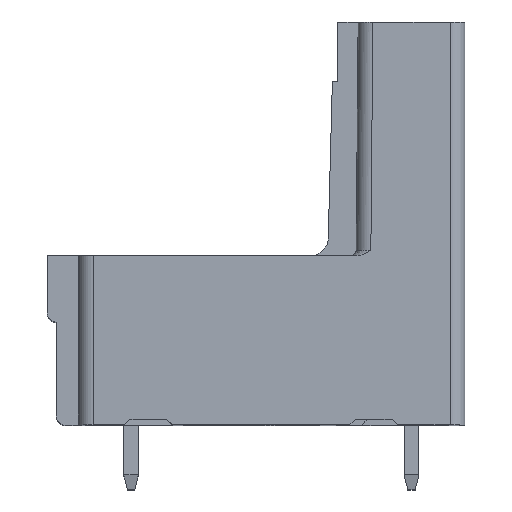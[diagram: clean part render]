
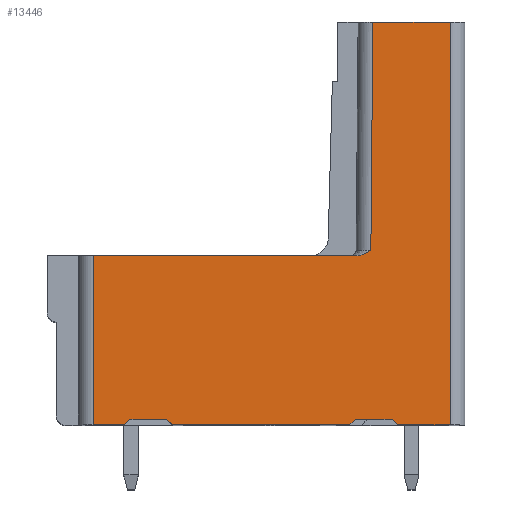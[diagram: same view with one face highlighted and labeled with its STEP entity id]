
A CAD part, top view. The second image highlights one B-rep face of the part: STEP entity #13446.
In plain terms, the highlighted planar face has unit normal (0, 0, 1).
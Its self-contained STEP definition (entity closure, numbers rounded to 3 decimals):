
#1139=DIRECTION('',(1.,0.,0.));
#1140=VECTOR('',#1139,2.85);
#1141=CARTESIAN_POINT('',(-3.644,0.,
-107.403));
#1142=LINE('',#1141,#1140);
#2549=CARTESIAN_POINT('',(-5.857,9.2,
-107.403));
#2868=DIRECTION('',(1.,0.,0.));
#2869=VECTOR('',#2868,2.);
#2870=CARTESIAN_POINT('',(-18.194,0.3,-107.403));
#2871=LINE('',#2870,#2869);
#2876=DIRECTION('',(1.,0.,0.));
#2877=VECTOR('',#2876,14.337);
#2878=CARTESIAN_POINT('',(-20.194,9.2,
-107.403));
#2879=LINE('',#2878,#2877);
#2880=CARTESIAN_POINT('',(-5.857,9.2,
-107.403));
#2881=CARTESIAN_POINT('',(-5.825,9.2,
-107.403));
#2882=CARTESIAN_POINT('',(-5.757,9.204,
-107.403));
#2883=CARTESIAN_POINT('',(-5.644,9.227,
-107.403));
#2884=CARTESIAN_POINT('',(-5.523,9.268,
-107.403));
#2885=CARTESIAN_POINT('',(-5.393,9.328,
-107.403));
#2886=CARTESIAN_POINT('',(-5.255,9.405,
-107.403));
#2887=CARTESIAN_POINT('',(-5.154,9.467,
-107.403));
#2888=CARTESIAN_POINT('',(-5.102,9.5,
-107.403));
#2890=DIRECTION('',(0.009,1.,0.));
#2891=VECTOR('',#2890,12.4);
#2892=CARTESIAN_POINT('',(-5.102,9.5,
-107.403));
#2893=LINE('',#2892,#2891);
#2894=DIRECTION('',(1.,0.,0.));
#2895=VECTOR('',#2894,4.2);
#2896=CARTESIAN_POINT('',(-4.994,21.9,-107.403));
#2897=LINE('',#2896,#2895);
#2898=DIRECTION('',(-0.707,0.707,0.));
#2899=VECTOR('',#2898,0.424);
#2900=CARTESIAN_POINT('',(-3.644,0.,
-107.403));
#2901=LINE('',#2900,#2899);
#2902=DIRECTION('',(-0.707,-0.707,0.));
#2903=VECTOR('',#2902,0.424);
#2904=CARTESIAN_POINT('',(-5.944,0.3,
-107.403));
#2905=LINE('',#2904,#2903);
#2906=DIRECTION('',(-1.,0.,0.));
#2907=VECTOR('',#2906,9.65);
#2908=CARTESIAN_POINT('',(-6.244,0.,
-107.403));
#2909=LINE('',#2908,#2907);
#2910=DIRECTION('',(-0.707,0.707,0.));
#2911=VECTOR('',#2910,0.424);
#2912=CARTESIAN_POINT('',(-15.894,0.,
-107.403));
#2913=LINE('',#2912,#2911);
#2914=DIRECTION('',(-0.707,-0.707,0.));
#2915=VECTOR('',#2914,0.424);
#2916=CARTESIAN_POINT('',(-18.194,0.3,-107.403));
#2917=LINE('',#2916,#2915);
#2918=DIRECTION('',(-1.,0.,0.));
#2919=VECTOR('',#2918,1.7);
#2920=CARTESIAN_POINT('',(-18.494,0.,
-107.403));
#2921=LINE('',#2920,#2919);
#2922=DIRECTION('',(0.,1.,0.));
#2923=VECTOR('',#2922,9.2);
#2924=CARTESIAN_POINT('',(-20.194,0.,
-107.403));
#2925=LINE('',#2924,#2923);
#3522=DIRECTION('',(1.,0.,0.));
#3523=VECTOR('',#3522,2.);
#3524=CARTESIAN_POINT('',(-5.944,0.3,
-107.403));
#3525=LINE('',#3524,#3523);
#5760=DIRECTION('',(0.,1.,0.));
#5761=VECTOR('',#5760,21.9);
#5762=CARTESIAN_POINT('',(-0.794,0.,
-107.403));
#5763=LINE('',#5762,#5761);
#7994=CARTESIAN_POINT('',(-0.794,21.9,-107.403));
#7995=VERTEX_POINT('',#7994);
#7996=CARTESIAN_POINT('',(-4.994,21.9,-107.403));
#7997=VERTEX_POINT('',#7996);
#8041=CARTESIAN_POINT('',(-20.194,0.,
-107.403));
#8042=VERTEX_POINT('',#8041);
#8043=CARTESIAN_POINT('',(-18.494,0.,
-107.403));
#8044=VERTEX_POINT('',#8043);
#8057=CARTESIAN_POINT('',(-15.894,0.,
-107.403));
#8058=VERTEX_POINT('',#8057);
#8059=CARTESIAN_POINT('',(-6.244,0.,
-107.403));
#8060=VERTEX_POINT('',#8059);
#8081=CARTESIAN_POINT('',(-3.644,0.,
-107.403));
#8082=VERTEX_POINT('',#8081);
#8083=CARTESIAN_POINT('',(-0.794,0.,
-107.403));
#8084=VERTEX_POINT('',#8083);
#8193=VERTEX_POINT('',#2549);
#8194=CARTESIAN_POINT('',(-20.194,9.2,
-107.403));
#8195=VERTEX_POINT('',#8194);
#8385=CARTESIAN_POINT('',(-16.194,0.3,
-107.403));
#8386=VERTEX_POINT('',#8385);
#8387=CARTESIAN_POINT('',(-18.194,0.3,-107.403));
#8388=VERTEX_POINT('',#8387);
#8389=VERTEX_POINT('',#2888);
#8390=CARTESIAN_POINT('',(-3.944,0.3,
-107.403));
#8391=VERTEX_POINT('',#8390);
#8392=CARTESIAN_POINT('',(-5.944,0.3,
-107.403));
#8393=VERTEX_POINT('',#8392);
#13416=CARTESIAN_POINT('',(-6.202,9.5,-107.403));
#13417=DIRECTION('',(0.,0.,1.));
#13418=DIRECTION('',(-1.,0.,0.));
#13419=AXIS2_PLACEMENT_3D('',#13416,#13417,#13418);
#13420=PLANE('',#13419);
#13421=ORIENTED_EDGE('',*,*,#12823,.T.);
#13423=ORIENTED_EDGE('',*,*,#13422,.T.);
#13425=ORIENTED_EDGE('',*,*,#13424,.T.);
#13427=ORIENTED_EDGE('',*,*,#13426,.T.);
#13429=ORIENTED_EDGE('',*,*,#13428,.F.);
#13430=ORIENTED_EDGE('',*,*,#10860,.F.);
#13432=ORIENTED_EDGE('',*,*,#13431,.T.);
#13434=ORIENTED_EDGE('',*,*,#13433,.F.);
#13436=ORIENTED_EDGE('',*,*,#13435,.T.);
#13437=ORIENTED_EDGE('',*,*,#10836,.T.);
#13438=ORIENTED_EDGE('',*,*,#13383,.T.);
#13439=ORIENTED_EDGE('',*,*,#13397,.F.);
#13440=ORIENTED_EDGE('',*,*,#13410,.T.);
#13441=ORIENTED_EDGE('',*,*,#10820,.T.);
#13443=ORIENTED_EDGE('',*,*,#13442,.T.);
#13444=EDGE_LOOP('',(#13421,#13423,#13425,#13427,#13429,#13430,#13432,#13434,
#13436,#13437,#13438,#13439,#13440,#13441,#13443));
#13445=FACE_OUTER_BOUND('',#13444,.F.);
#13446=ADVANCED_FACE('',(#13445),#13420,.T.);
#2889=B_SPLINE_CURVE_WITH_KNOTS('',3,(#2880,#2881,#2882,#2883,#2884,#2885,#2886,
#2887,#2888),.UNSPECIFIED.,.F.,.F.,(4,1,1,1,1,1,4),(0.,0.167,
0.333,0.5,0.667,0.833,1.),
.UNSPECIFIED.);
#10820=EDGE_CURVE('',#8044,#8042,#2921,.T.);
#10836=EDGE_CURVE('',#8060,#8058,#2909,.T.);
#10860=EDGE_CURVE('',#8082,#8084,#1142,.T.);
#12823=EDGE_CURVE('',#8195,#8193,#2879,.T.);
#13383=EDGE_CURVE('',#8058,#8386,#2913,.T.);
#13397=EDGE_CURVE('',#8388,#8386,#2871,.T.);
#13410=EDGE_CURVE('',#8388,#8044,#2917,.T.);
#13422=EDGE_CURVE('',#8193,#8389,#2889,.T.);
#13424=EDGE_CURVE('',#8389,#7997,#2893,.T.);
#13426=EDGE_CURVE('',#7997,#7995,#2897,.T.);
#13428=EDGE_CURVE('',#8084,#7995,#5763,.T.);
#13431=EDGE_CURVE('',#8082,#8391,#2901,.T.);
#13433=EDGE_CURVE('',#8393,#8391,#3525,.T.);
#13435=EDGE_CURVE('',#8393,#8060,#2905,.T.);
#13442=EDGE_CURVE('',#8042,#8195,#2925,.T.);
